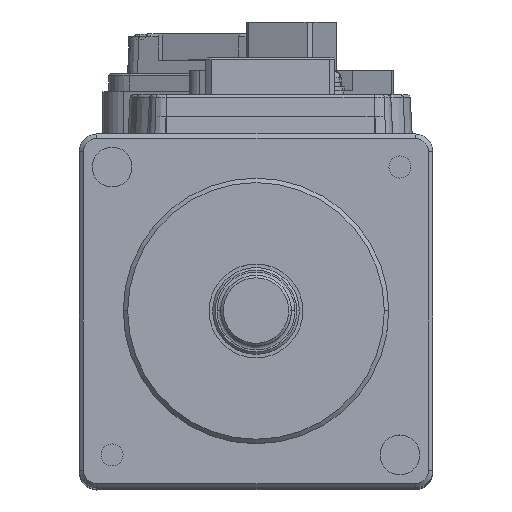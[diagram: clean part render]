
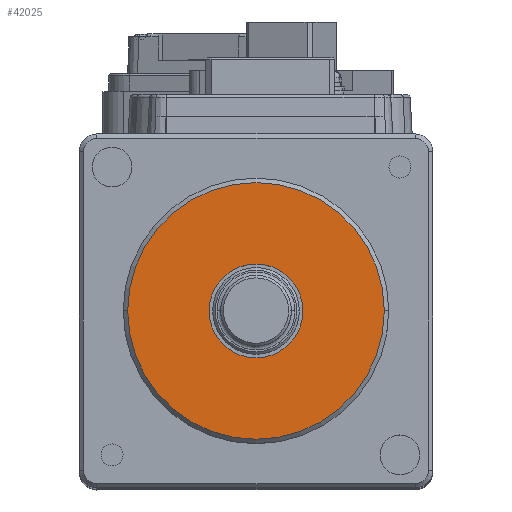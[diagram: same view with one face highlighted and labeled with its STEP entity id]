
A CAD part, top view. The second image highlights one B-rep face of the part: STEP entity #42025.
In plain terms, the highlighted planar face has unit normal (0, 0, 1).
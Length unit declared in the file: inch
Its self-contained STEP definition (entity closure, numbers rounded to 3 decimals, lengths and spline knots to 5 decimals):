
#616 = EDGE_CURVE ( 'NONE', #17385, #50465, #20741, .T. ) ;
#782 = ORIENTED_EDGE ( 'NONE', *, *, #32168, .F. ) ;
#2635 = EDGE_LOOP ( 'NONE', ( #782, #30577 ) ) ;
#3022 = FACE_OUTER_BOUND ( 'NONE', #2635, .T. ) ;
#3276 = DIRECTION ( 'NONE',  ( 0., 0., 1. ) ) ;
#3955 = CARTESIAN_POINT ( 'NONE',  ( -0.20866, 0., 1.41732 ) ) ;
#4289 = AXIS2_PLACEMENT_3D ( 'NONE', #43597, #6427, #22958 ) ;
#6427 = DIRECTION ( 'NONE',  ( 0., 0., -1. ) ) ;
#10389 = CIRCLE ( 'NONE', #13812, 0.57087 ) ;
#12377 = CARTESIAN_POINT ( 'NONE',  ( -0.57087, 0., 1.41732 ) ) ;
#13526 = AXIS2_PLACEMENT_3D ( 'NONE', #44516, #48852, #52902 ) ;
#13812 = AXIS2_PLACEMENT_3D ( 'NONE', #27727, #31004, #14980 ) ;
#14980 = DIRECTION ( 'NONE',  ( -1., 0., 0. ) ) ;
#15559 = EDGE_CURVE ( 'NONE', #21962, #41934, #17872, .T. ) ;
#16624 = CIRCLE ( 'NONE', #42653, 0.20866 ) ;
#17385 = VERTEX_POINT ( 'NONE', #42706 ) ;
#17872 = CIRCLE ( 'NONE', #13526, 0.57087 ) ;
#20741 = CIRCLE ( 'NONE', #4289, 0.20866 ) ;
#21962 = VERTEX_POINT ( 'NONE', #12377 ) ;
#22958 = DIRECTION ( 'NONE',  ( 1., 0., 0. ) ) ;
#23814 = EDGE_CURVE ( 'NONE', #50465, #17385, #16624, .T. ) ;
#24260 = CARTESIAN_POINT ( 'NONE',  ( 0., 0., 1.41732 ) ) ;
#26890 = CARTESIAN_POINT ( 'NONE',  ( 0.57087, 0., 1.41732 ) ) ;
#27727 = CARTESIAN_POINT ( 'NONE',  ( 0., 0., 1.41732 ) ) ;
#27975 = PLANE ( 'NONE',  #43337 ) ;
#28338 = DIRECTION ( 'NONE',  ( 1., 0., 0. ) ) ;
#30435 = ORIENTED_EDGE ( 'NONE', *, *, #23814, .T. ) ;
#30577 = ORIENTED_EDGE ( 'NONE', *, *, #15559, .F. ) ;
#31004 = DIRECTION ( 'NONE',  ( 0., 0., -1. ) ) ;
#32168 = EDGE_CURVE ( 'NONE', #41934, #21962, #10389, .T. ) ;
#32316 = DIRECTION ( 'NONE',  ( 1., 0., 0. ) ) ;
#32417 = DIRECTION ( 'NONE',  ( 0., 0., -1. ) ) ;
#33445 = EDGE_LOOP ( 'NONE', ( #30435, #46182 ) ) ;
#41934 = VERTEX_POINT ( 'NONE', #26890 ) ;
#42025 = ADVANCED_FACE ( 'NONE', ( #44545, #3022 ), #27975, .T. ) ;
#42653 = AXIS2_PLACEMENT_3D ( 'NONE', #24260, #32417, #28338 ) ;
#42706 = CARTESIAN_POINT ( 'NONE',  ( 0.20866, 0., 1.41732 ) ) ;
#43337 = AXIS2_PLACEMENT_3D ( 'NONE', #53209, #3276, #32316 ) ;
#43597 = CARTESIAN_POINT ( 'NONE',  ( 0., 0., 1.41732 ) ) ;
#44516 = CARTESIAN_POINT ( 'NONE',  ( 0., 0., 1.41732 ) ) ;
#44545 = FACE_BOUND ( 'NONE', #33445, .T. ) ;
#46182 = ORIENTED_EDGE ( 'NONE', *, *, #616, .T. ) ;
#48852 = DIRECTION ( 'NONE',  ( 0., 0., -1. ) ) ;
#50465 = VERTEX_POINT ( 'NONE', #3955 ) ;
#52902 = DIRECTION ( 'NONE',  ( -1., 0., 0. ) ) ;
#53209 = CARTESIAN_POINT ( 'NONE',  ( 0., -1.73785, 1.41732 ) ) ;
